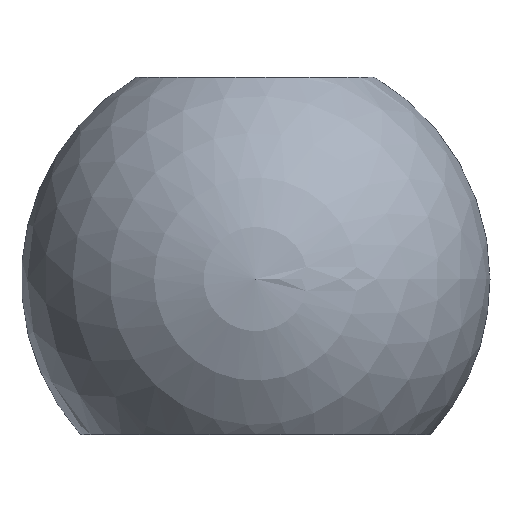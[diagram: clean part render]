
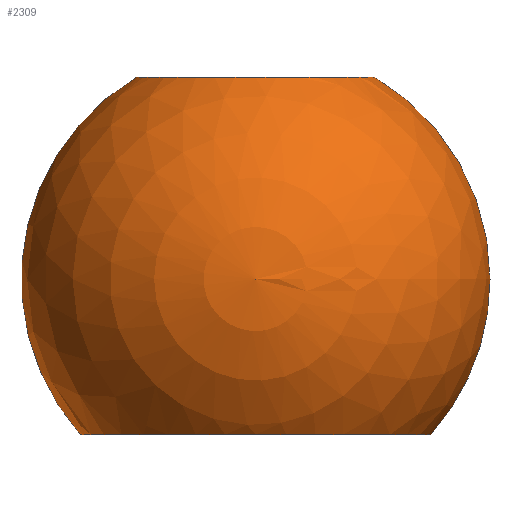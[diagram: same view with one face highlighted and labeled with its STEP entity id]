
A CAD part, front view. The second image highlights one B-rep face of the part: STEP entity #2309.
In plain terms, the highlighted spherical face has radius 7.493 mm.
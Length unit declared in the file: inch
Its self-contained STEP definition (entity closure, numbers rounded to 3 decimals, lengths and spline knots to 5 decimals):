
#171 = VERTEX_POINT ( 'NONE', #713 ) ;
#183 = CARTESIAN_POINT ( 'NONE',  ( -0.15, 0., 0.25402 ) ) ;
#205 = DIRECTION ( 'NONE',  ( 1., 0., 0. ) ) ;
#476 = FACE_OUTER_BOUND ( 'NONE', #645, .T. ) ;
#481 = DIRECTION ( 'NONE',  ( -1., 0., 0. ) ) ;
#645 = EDGE_LOOP ( 'NONE', ( #1261, #2373, #3335, #4638 ) ) ;
#713 = CARTESIAN_POINT ( 'NONE',  ( 0.22049, 0., -0.19598 ) ) ;
#714 = VERTEX_POINT ( 'NONE', #4441 ) ;
#858 = CARTESIAN_POINT ( 'NONE',  ( 0., 0., 0.25402 ) ) ;
#859 = CIRCLE ( 'NONE', #2079, 0.295 ) ;
#1001 = CARTESIAN_POINT ( 'NONE',  ( 0.15, 0., 0.25402 ) ) ;
#1129 = DIRECTION ( 'NONE',  ( -1., 0., 0. ) ) ;
#1216 = AXIS2_PLACEMENT_3D ( 'NONE', #858, #3758, #481 ) ;
#1261 = ORIENTED_EDGE ( 'NONE', *, *, #3371, .T. ) ;
#1289 = DIRECTION ( 'NONE',  ( 0., 1., 0. ) ) ;
#1500 = AXIS2_PLACEMENT_3D ( 'NONE', #1501, #4385, #1129 ) ;
#1501 = CARTESIAN_POINT ( 'NONE',  ( 0., 0., -0.19598 ) ) ;
#1563 = CARTESIAN_POINT ( 'NONE',  ( 0., 0., 0. ) ) ;
#1619 = CARTESIAN_POINT ( 'NONE',  ( 0., 0., 0. ) ) ;
#2034 = CIRCLE ( 'NONE', #3172, 0.295 ) ;
#2079 = AXIS2_PLACEMENT_3D ( 'NONE', #1619, #2310, #205 ) ;
#2279 = AXIS2_PLACEMENT_3D ( 'NONE', #1563, #3011, #4471 ) ;
#2309 = ADVANCED_FACE ( 'NONE', ( #476 ), #3985, .T. ) ;
#2310 = DIRECTION ( 'NONE',  ( 0., -1., 0. ) ) ;
#2311 = CARTESIAN_POINT ( 'NONE',  ( 0., 0., 0. ) ) ;
#2373 = ORIENTED_EDGE ( 'NONE', *, *, #3261, .T. ) ;
#2396 = VERTEX_POINT ( 'NONE', #1001 ) ;
#2508 = CIRCLE ( 'NONE', #1216, 0.15 ) ;
#3011 = DIRECTION ( 'NONE',  ( 0., -1., 0. ) ) ;
#3172 = AXIS2_PLACEMENT_3D ( 'NONE', #2311, #1289, #3862 ) ;
#3261 = EDGE_CURVE ( 'NONE', #4418, #714, #859, .T. ) ;
#3335 = ORIENTED_EDGE ( 'NONE', *, *, #4544, .F. ) ;
#3371 = EDGE_CURVE ( 'NONE', #2396, #4418, #2508, .T. ) ;
#3707 = CIRCLE ( 'NONE', #1500, 0.22049 ) ;
#3758 = DIRECTION ( 'NONE',  ( 0., 0., -1. ) ) ;
#3862 = DIRECTION ( 'NONE',  ( 0., 0., 1. ) ) ;
#3985 = SPHERICAL_SURFACE ( 'NONE', #2279, 0.295 ) ;
#4385 = DIRECTION ( 'NONE',  ( 0., 0., -1. ) ) ;
#4418 = VERTEX_POINT ( 'NONE', #183 ) ;
#4441 = CARTESIAN_POINT ( 'NONE',  ( -0.22049, 0., -0.19598 ) ) ;
#4471 = DIRECTION ( 'NONE',  ( 1., 0., 0. ) ) ;
#4544 = EDGE_CURVE ( 'NONE', #171, #714, #3707, .T. ) ;
#4638 = ORIENTED_EDGE ( 'NONE', *, *, #4698, .F. ) ;
#4698 = EDGE_CURVE ( 'NONE', #2396, #171, #2034, .T. ) ;
